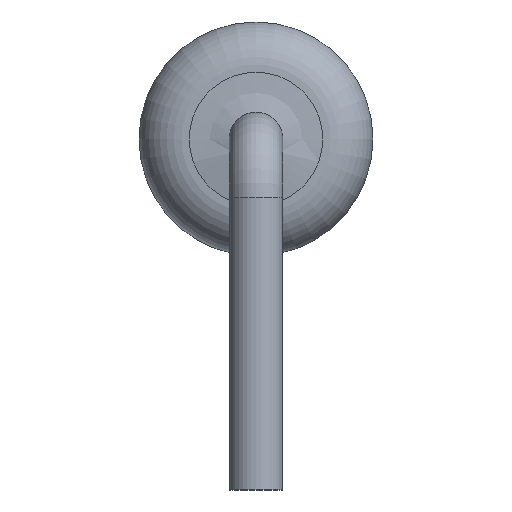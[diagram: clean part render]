
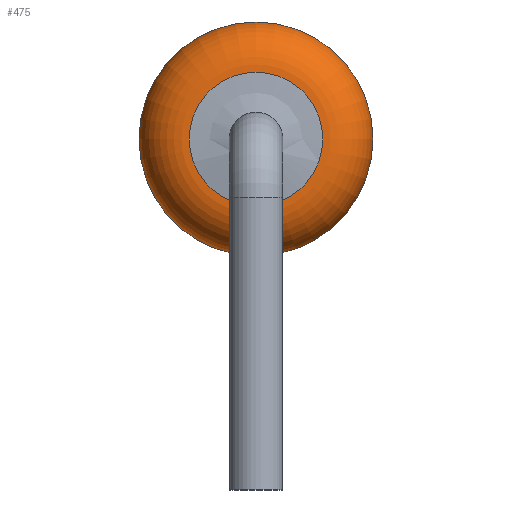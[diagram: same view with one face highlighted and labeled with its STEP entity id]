
A CAD part, left-side view. The second image highlights one B-rep face of the part: STEP entity #475.
In plain terms, the highlighted toroidal (fillet/blend) face has major radius 0.7 mm and minor radius 0.5 mm.
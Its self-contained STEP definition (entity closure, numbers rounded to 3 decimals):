
#29=TOROIDAL_SURFACE('',#525,0.7,0.5);
#41=FACE_OUTER_BOUND('',#64,.T.);
#64=EDGE_LOOP('',(#328,#329,#330,#331,#332,#333,#334));
#114=CIRCLE('',#522,0.685);
#115=CIRCLE('',#523,0.685);
#117=CIRCLE('',#526,1.2);
#118=CIRCLE('',#527,1.2);
#119=CIRCLE('',#528,0.5);
#120=CIRCLE('',#529,1.2);
#178=VERTEX_POINT('',#832);
#179=VERTEX_POINT('',#833);
#180=VERTEX_POINT('',#838);
#181=VERTEX_POINT('',#839);
#182=VERTEX_POINT('',#841);
#236=EDGE_CURVE('',#178,#179,#114,.T.);
#237=EDGE_CURVE('',#179,#178,#115,.T.);
#239=EDGE_CURVE('',#180,#181,#117,.T.);
#240=EDGE_CURVE('',#182,#180,#118,.T.);
#241=EDGE_CURVE('',#182,#179,#119,.T.);
#242=EDGE_CURVE('',#181,#182,#120,.T.);
#328=ORIENTED_EDGE('',*,*,#239,.F.);
#329=ORIENTED_EDGE('',*,*,#240,.F.);
#330=ORIENTED_EDGE('',*,*,#241,.T.);
#331=ORIENTED_EDGE('',*,*,#237,.T.);
#332=ORIENTED_EDGE('',*,*,#236,.T.);
#333=ORIENTED_EDGE('',*,*,#241,.F.);
#334=ORIENTED_EDGE('',*,*,#242,.F.);
#475=ADVANCED_FACE('',(#41),#29,.T.);
#522=AXIS2_PLACEMENT_3D('',#834,#627,#628);
#523=AXIS2_PLACEMENT_3D('',#835,#629,#630);
#525=AXIS2_PLACEMENT_3D('',#837,#633,#634);
#526=AXIS2_PLACEMENT_3D('',#840,#635,#636);
#527=AXIS2_PLACEMENT_3D('',#842,#637,#638);
#528=AXIS2_PLACEMENT_3D('',#843,#639,#640);
#529=AXIS2_PLACEMENT_3D('',#844,#641,#642);
#627=DIRECTION('center_axis',(1.,0.,0.));
#628=DIRECTION('ref_axis',(0.,1.,0.));
#629=DIRECTION('center_axis',(1.,0.,0.));
#630=DIRECTION('ref_axis',(0.,1.,0.));
#633=DIRECTION('center_axis',(-1.,0.,0.));
#634=DIRECTION('ref_axis',(0.,0.,1.));
#635=DIRECTION('center_axis',(1.,0.,0.));
#636=DIRECTION('ref_axis',(0.,1.,0.));
#637=DIRECTION('center_axis',(1.,0.,0.));
#638=DIRECTION('ref_axis',(0.,1.,0.));
#639=DIRECTION('center_axis',(0.,1.,0.));
#640=DIRECTION('ref_axis',(0.,0.,-1.));
#641=DIRECTION('center_axis',(1.,0.,0.));
#642=DIRECTION('ref_axis',(0.,1.,0.));
#832=CARTESIAN_POINT('',(3.35,0.685,1.3));
#833=CARTESIAN_POINT('',(3.35,0.,0.615));
#834=CARTESIAN_POINT('Origin',(3.35,0.,1.3));
#835=CARTESIAN_POINT('Origin',(3.35,0.,1.3));
#837=CARTESIAN_POINT('Origin',(3.85,0.,1.3));
#838=CARTESIAN_POINT('',(3.85,1.2,1.3));
#839=CARTESIAN_POINT('',(3.85,-1.2,1.3));
#840=CARTESIAN_POINT('Origin',(3.85,0.,1.3));
#841=CARTESIAN_POINT('',(3.85,0.,0.1));
#842=CARTESIAN_POINT('Origin',(3.85,0.,1.3));
#843=CARTESIAN_POINT('Origin',(3.85,0.,0.6));
#844=CARTESIAN_POINT('Origin',(3.85,0.,1.3));
